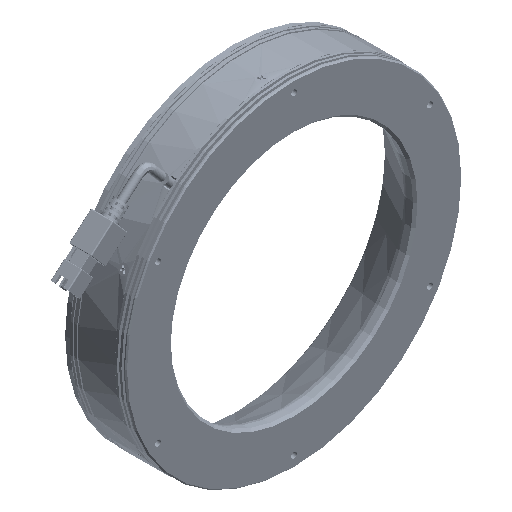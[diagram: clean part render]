
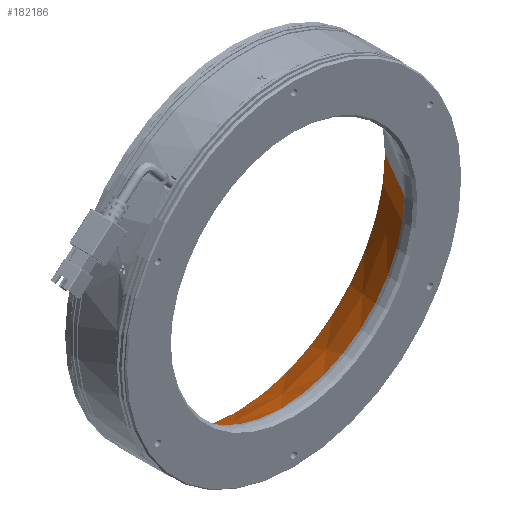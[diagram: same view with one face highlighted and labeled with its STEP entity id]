
A CAD part, isometric view. The second image highlights one B-rep face of the part: STEP entity #182186.
In plain terms, the highlighted conical face has half-angle 30 degrees and reference radius 66.613 mm.
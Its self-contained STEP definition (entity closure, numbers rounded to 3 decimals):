
#944 = AXIS2_PLACEMENT_3D ( 'NONE', #97204, #267656, #121763 ) ;
#2846 = EDGE_CURVE ( 'NONE', #242483, #243205, #276102, .T. ) ;
#4761 = CARTESIAN_POINT ( 'NONE',  ( 50.348, 12.441, 0. ) ) ;
#18427 = CIRCLE ( 'NONE', #109007, 54.902 ) ;
#22545 = CARTESIAN_POINT ( 'NONE',  ( -4.553, 32.725, -66.613 ) ) ;
#29360 = EDGE_CURVE ( 'NONE', #272269, #243205, #217885, .T. ) ;
#30583 = CONICAL_SURFACE ( 'NONE', #157402, 66.613, 0.524 ) ;
#43051 = DIRECTION ( 'NONE',  ( 0., 1., 0. ) ) ;
#46523 = CARTESIAN_POINT ( 'NONE',  ( -4.553, 12.441, 0. ) ) ;
#52551 = CARTESIAN_POINT ( 'NONE',  ( -71.167, 32.725, 0. ) ) ;
#56173 = ORIENTED_EDGE ( 'NONE', *, *, #2846, .F. ) ;
#56945 = VERTEX_POINT ( 'NONE', #52551 ) ;
#63112 = ORIENTED_EDGE ( 'NONE', *, *, #87946, .F. ) ;
#68353 = EDGE_LOOP ( 'NONE', ( #298445, #304967, #56173, #297250, #63112, #213495 ) ) ;
#71045 = DIRECTION ( 'NONE',  ( 0., 0., 1. ) ) ;
#74961 = DIRECTION ( 'NONE',  ( -1., 0., 0. ) ) ;
#81923 = EDGE_CURVE ( 'NONE', #254426, #150635, #173020, .T. ) ;
#86733 = CIRCLE ( 'NONE', #944, 66.613 ) ;
#87946 = EDGE_CURVE ( 'NONE', #150635, #56945, #203388, .T. ) ;
#88333 = VECTOR ( 'NONE', #160042, 1000. ) ;
#97204 = CARTESIAN_POINT ( 'NONE',  ( -4.553, 32.725, 0. ) ) ;
#109007 = AXIS2_PLACEMENT_3D ( 'NONE', #189116, #43051, #213531 ) ;
#119104 = CARTESIAN_POINT ( 'NONE',  ( -4.553, 32.725, 0. ) ) ;
#121763 = DIRECTION ( 'NONE',  ( 0., 0., 1. ) ) ;
#131006 = VECTOR ( 'NONE', #174365, 1000. ) ;
#134415 = CARTESIAN_POINT ( 'NONE',  ( 62.06, 32.725, 0. ) ) ;
#143732 = DIRECTION ( 'NONE',  ( 0., 0., 1. ) ) ;
#149813 = CARTESIAN_POINT ( 'NONE',  ( -71.167, 32.725, 0. ) ) ;
#150635 = VERTEX_POINT ( 'NONE', #264527 ) ;
#157402 = AXIS2_PLACEMENT_3D ( 'NONE', #220895, #293353, #74961 ) ;
#158650 = CARTESIAN_POINT ( 'NONE',  ( 62.06, 32.725, 0. ) ) ;
#160042 = DIRECTION ( 'NONE',  ( 0.5, 0.866, 0. ) ) ;
#165843 = EDGE_CURVE ( 'NONE', #272269, #254426, #18427, .T. ) ;
#173020 = CIRCLE ( 'NONE', #258370, 54.902 ) ;
#174365 = DIRECTION ( 'NONE',  ( -0.5, 0.866, 0. ) ) ;
#182186 = ADVANCED_FACE ( 'NONE', ( #247926 ), #30583, .F. ) ;
#184619 = AXIS2_PLACEMENT_3D ( 'NONE', #119104, #289530, #143732 ) ;
#189116 = CARTESIAN_POINT ( 'NONE',  ( -4.553, 12.441, 0. ) ) ;
#203388 = LINE ( 'NONE', #149813, #131006 ) ;
#213495 = ORIENTED_EDGE ( 'NONE', *, *, #81923, .F. ) ;
#213531 = DIRECTION ( 'NONE',  ( 0., 0., 1. ) ) ;
#216941 = DIRECTION ( 'NONE',  ( 0., 1., 0. ) ) ;
#217885 = LINE ( 'NONE', #134415, #88333 ) ;
#220895 = CARTESIAN_POINT ( 'NONE',  ( -4.553, 32.725, 0. ) ) ;
#242483 = VERTEX_POINT ( 'NONE', #22545 ) ;
#243205 = VERTEX_POINT ( 'NONE', #158650 ) ;
#247926 = FACE_OUTER_BOUND ( 'NONE', #68353, .T. ) ;
#254426 = VERTEX_POINT ( 'NONE', #257724 ) ;
#257724 = CARTESIAN_POINT ( 'NONE',  ( -4.553, 12.441, -54.902 ) ) ;
#258370 = AXIS2_PLACEMENT_3D ( 'NONE', #46523, #216941, #71045 ) ;
#264527 = CARTESIAN_POINT ( 'NONE',  ( -59.455, 12.441, 0. ) ) ;
#267656 = DIRECTION ( 'NONE',  ( 0., -1., 0. ) ) ;
#272269 = VERTEX_POINT ( 'NONE', #4761 ) ;
#274217 = EDGE_CURVE ( 'NONE', #56945, #242483, #86733, .T. ) ;
#276102 = CIRCLE ( 'NONE', #184619, 66.613 ) ;
#289530 = DIRECTION ( 'NONE',  ( 0., -1., 0. ) ) ;
#293353 = DIRECTION ( 'NONE',  ( 0., 1., 0. ) ) ;
#297250 = ORIENTED_EDGE ( 'NONE', *, *, #274217, .F. ) ;
#298445 = ORIENTED_EDGE ( 'NONE', *, *, #165843, .F. ) ;
#304967 = ORIENTED_EDGE ( 'NONE', *, *, #29360, .T. ) ;
